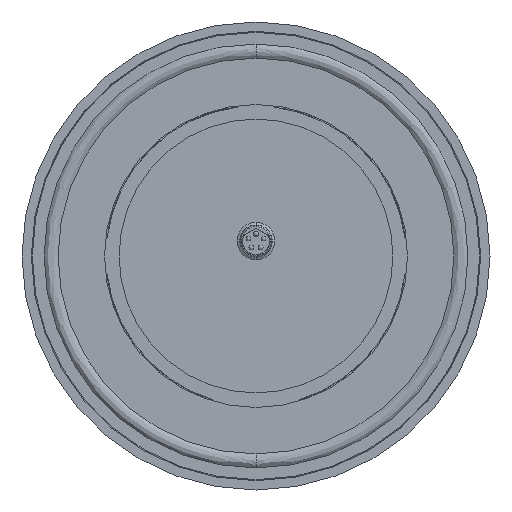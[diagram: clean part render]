
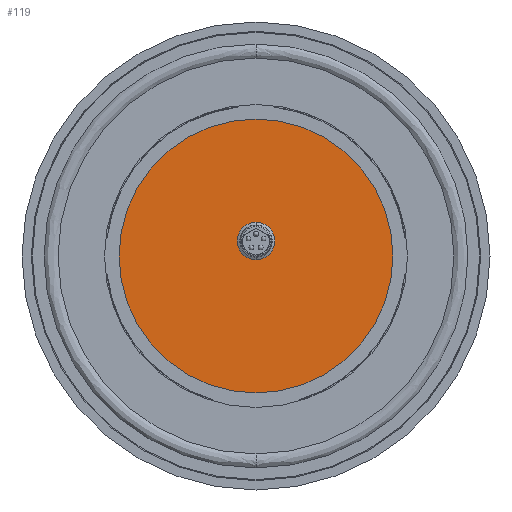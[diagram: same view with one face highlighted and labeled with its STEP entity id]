
A CAD part, front view. The second image highlights one B-rep face of the part: STEP entity #119.
In plain terms, the highlighted planar face has unit normal (0, -1, 0).
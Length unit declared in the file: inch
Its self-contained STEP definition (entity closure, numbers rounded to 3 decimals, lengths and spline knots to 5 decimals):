
#119 = ADVANCED_FACE ( 'NONE', ( #3655 ), #2563, .T. ) ;
#247 = DIRECTION ( 'NONE',  ( 0., -1., 0. ) ) ;
#833 = DIRECTION ( 'NONE',  ( 0., 0., -1. ) ) ;
#1012 = VERTEX_POINT ( 'NONE', #2643 ) ;
#1036 = CARTESIAN_POINT ( 'NONE',  ( 0., -0.38189, 0. ) ) ;
#1307 = DIRECTION ( 'NONE',  ( 0., 0., -1. ) ) ;
#1463 = AXIS2_PLACEMENT_3D ( 'NONE', #1036, #2744, #1307 ) ;
#1470 = AXIS2_PLACEMENT_3D ( 'NONE', #1723, #3135, #833 ) ;
#1534 = EDGE_LOOP ( 'NONE', ( #1906, #3152 ) ) ;
#1552 = EDGE_CURVE ( 'NONE', #1923, #1012, #2068, .T. ) ;
#1723 = CARTESIAN_POINT ( 'NONE',  ( -1.14961, -0.38189, 0. ) ) ;
#1842 = CARTESIAN_POINT ( 'NONE',  ( 0., -0.38189, 1.14961 ) ) ;
#1906 = ORIENTED_EDGE ( 'NONE', *, *, #3346, .T. ) ;
#1923 = VERTEX_POINT ( 'NONE', #1842 ) ;
#1940 = CARTESIAN_POINT ( 'NONE',  ( 0., -0.38189, 0. ) ) ;
#2068 = CIRCLE ( 'NONE', #3484, 1.14961 ) ;
#2342 = CIRCLE ( 'NONE', #1463, 1.14961 ) ;
#2563 = PLANE ( 'NONE',  #1470 ) ;
#2643 = CARTESIAN_POINT ( 'NONE',  ( 0., -0.38189, -1.14961 ) ) ;
#2744 = DIRECTION ( 'NONE',  ( 0., -1., 0. ) ) ;
#3096 = DIRECTION ( 'NONE',  ( 0., 0., -1. ) ) ;
#3135 = DIRECTION ( 'NONE',  ( 0., -1., 0. ) ) ;
#3152 = ORIENTED_EDGE ( 'NONE', *, *, #1552, .T. ) ;
#3346 = EDGE_CURVE ( 'NONE', #1012, #1923, #2342, .T. ) ;
#3484 = AXIS2_PLACEMENT_3D ( 'NONE', #1940, #247, #3096 ) ;
#3655 = FACE_OUTER_BOUND ( 'NONE', #1534, .T. ) ;
